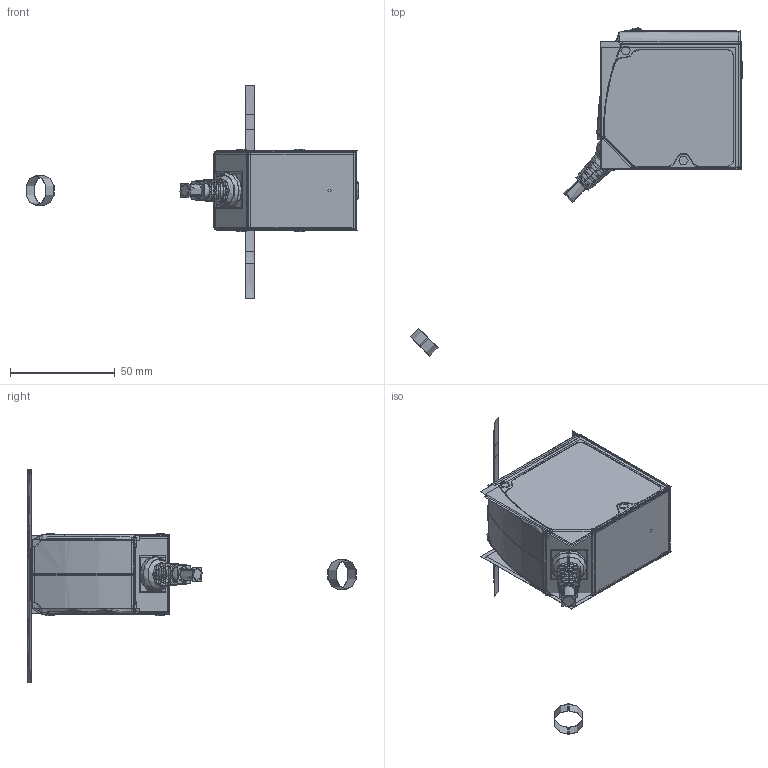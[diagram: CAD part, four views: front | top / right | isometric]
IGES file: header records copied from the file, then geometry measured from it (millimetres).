
Start section:  PTC IGES file: 186338.igs
Global section: file name: 186338.igs; native system: Creo Parametric by Parametric Technology Corporation; preprocessor: 2016010; author: PDMAdmin; organization: Unknown; date: 20160518.131146; units: millimetre
Bounding box: 158.66 x 156.8 x 101.92 mm (x, y, z)
Volume: 37845.8 mm3; surface area: 266180.9 mm2
Topology: 30 solids, 52 shells, 5140 faces, 25463 edges, 31727 vertices
Faces by surface type: bspline 2888, revolution 2198, extrusion 54
